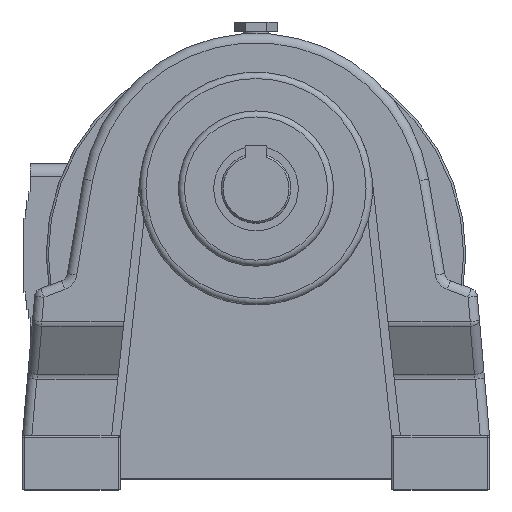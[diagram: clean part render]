
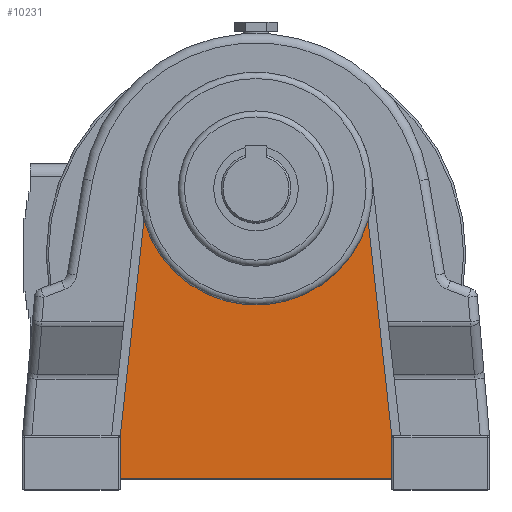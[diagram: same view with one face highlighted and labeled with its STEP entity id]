
A CAD part, top view. The second image highlights one B-rep face of the part: STEP entity #10231.
In plain terms, the highlighted planar face has unit normal (0, 0, 1).
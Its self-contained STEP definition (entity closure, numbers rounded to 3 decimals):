
#82=PLANE($,#10934);
#560=LINE($,#14817,#1733);
#580=LINE($,#14867,#1753);
#593=LINE($,#14894,#1766);
#677=LINE($,#15249,#1850);
#680=LINE($,#15256,#1853);
#1733=VECTOR($,#11807,125.);
#1753=VECTOR($,#11843,20.);
#1766=VECTOR($,#11862,20.);
#1850=VECTOR($,#12140,99.417);
#1853=VECTOR($,#12149,99.417);
#3116=FACE_OUTER_BOUND($,#3744,.T.);
#3744=EDGE_LOOP($,(#7498,#7499,#7500,#7501,#7502,#7503));
#4430=CIRCLE($,#10932,53.625);
#4694=VERTEX_POINT($,#14814);
#4695=VERTEX_POINT($,#14816);
#4717=VERTEX_POINT($,#14865);
#4728=VERTEX_POINT($,#14893);
#4808=VERTEX_POINT($,#15248);
#4809=VERTEX_POINT($,#15252);
#5680=EDGE_CURVE($,#4695,#4694,#560,.T.);
#5705=EDGE_CURVE($,#4694,#4717,#580,.T.);
#5719=EDGE_CURVE($,#4728,#4695,#593,.T.);
#5857=EDGE_CURVE($,#4808,#4728,#677,.T.);
#5859=EDGE_CURVE($,#4809,#4808,#4430,.T.);
#5861=EDGE_CURVE($,#4717,#4809,#680,.T.);
#7498=ORIENTED_EDGE($,*,*,#5719,.T.);
#7499=ORIENTED_EDGE($,*,*,#5680,.T.);
#7500=ORIENTED_EDGE($,*,*,#5705,.T.);
#7501=ORIENTED_EDGE($,*,*,#5861,.T.);
#7502=ORIENTED_EDGE($,*,*,#5859,.T.);
#7503=ORIENTED_EDGE($,*,*,#5857,.T.);
#10231=ADVANCED_FACE($,(#3116),#82,.T.);
#10932=AXIS2_PLACEMENT_3D($,#15253,#12144,#12145);
#10934=AXIS2_PLACEMENT_3D($,#15257,#12150,#12151);
#11807=DIRECTION($,(1.,0.,0.));
#11843=DIRECTION($,(0.,1.,0.));
#11862=DIRECTION($,(0.,-1.,0.));
#12140=DIRECTION($,(-0.11,-0.994,0.));
#12144=DIRECTION('center_axis',(0.,0.,-1.));
#12145=DIRECTION('ref_axis',(1.,0.,0.));
#12149=DIRECTION($,(-0.11,0.994,0.));
#12150=DIRECTION('center_axis',(0.,0.,1.));
#12151=DIRECTION('ref_axis',(1.,0.,0.));
#14814=CARTESIAN_POINT('',(62.5,-133.5,-13.028));
#14816=CARTESIAN_POINT('',(-62.5,-133.5,-13.028));
#14817=CARTESIAN_POINT($,(-62.5,-133.5,-13.028));
#14865=CARTESIAN_POINT('',(62.5,-113.5,-13.028));
#14867=CARTESIAN_POINT($,(62.5,-133.5,-13.028));
#14893=CARTESIAN_POINT('',(-62.5,-113.5,-13.028));
#14894=CARTESIAN_POINT($,(-62.5,-113.5,-13.028));
#15248=CARTESIAN_POINT('',(-51.575,-14.685,-13.028));
#15249=CARTESIAN_POINT($,(-51.575,-14.685,-13.028));
#15252=CARTESIAN_POINT('',(51.575,-14.685,-13.028));
#15253=CARTESIAN_POINT('Origin',(0.,0.,-13.028));
#15256=CARTESIAN_POINT($,(62.5,-113.5,-13.028));
#15257=CARTESIAN_POINT('Origin',(0.,0.,-13.028));
